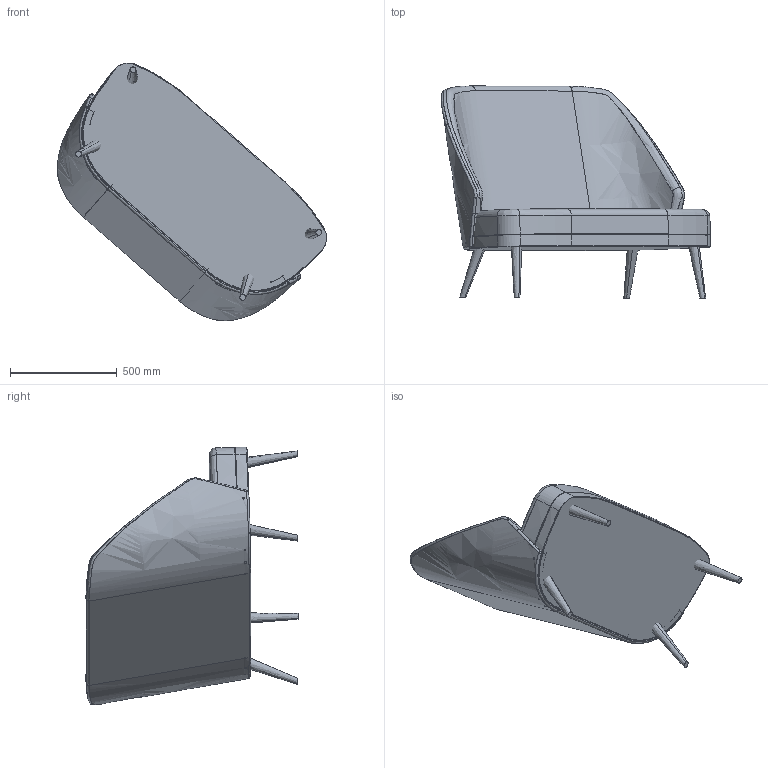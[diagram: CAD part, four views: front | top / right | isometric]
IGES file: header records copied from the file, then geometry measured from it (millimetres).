
Start section: SolidWorks IGES file using analytic representation for surfaces
Global section: file name: Poltrona Alissa_A941D.IGS; native system: SolidWorks 2019; preprocessor: SolidWorks 2019; author: Mateus; date: 200305.104828; units: millimetre
Bounding box: 1258.17 x 991.49 x 1205.63 mm (x, y, z)
Surface area: 5675106.4 mm2 (no closed solid volume)
Topology: 0 solids, 0 shells, 188 faces, 4999 edges, 4988 vertices
Faces by surface type: bspline 126, revolution 62
